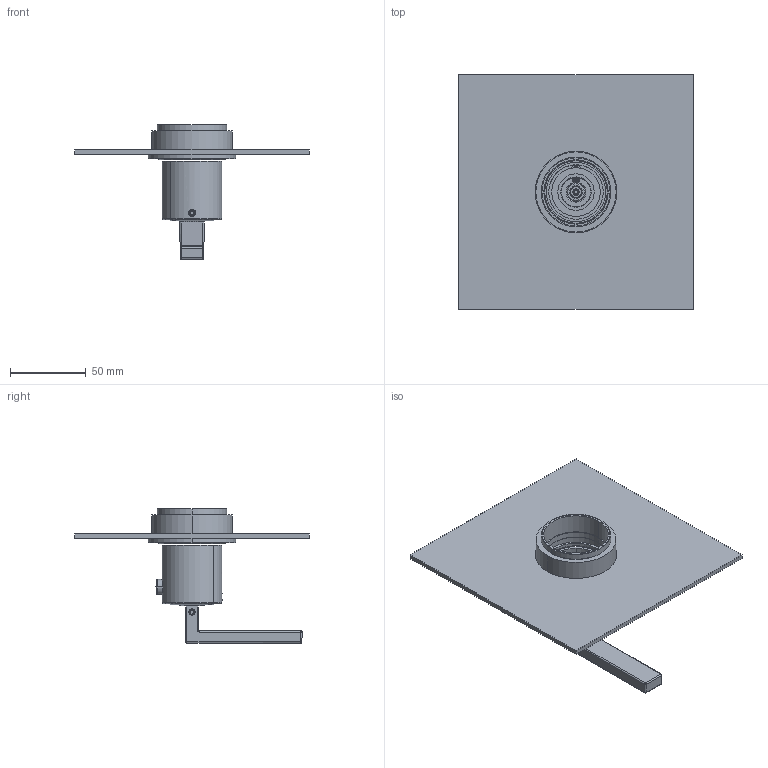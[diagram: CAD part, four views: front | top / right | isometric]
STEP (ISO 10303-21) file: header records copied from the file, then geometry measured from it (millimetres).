
FILE_DESCRIPTION((''),'2;1');
FILE_NAME('WA007200_ASM','2008-03-19T',('AdrianoZ'),(''),'PRO/ENGINEER BY PARAMETRIC TECHNOLOGY CORPORATION, 2004280','PRO/ENGINEER BY PARAMETRIC TECHNOLOGY CORPORATION, 2004280','');
FILE_SCHEMA(('CONFIG_CONTROL_DESIGN'));
Length unit declared in the file: millimetre
Products named in the file (16): LI_05; CP_17; RA_17; PG_18; PI_50; CM_39; 46070; PU_05; MO_14; PE_15; GR_28; 30786; VI_89; 42159; 99386_ASM; WA007200_ASM
Assembly tree (15 placements, depth 3):
  WA007200_ASM
    LI_05
    CP_17
    RA_17
    PG_18
    PI_50
    99386_ASM
      CM_39
      46070
      PU_05
      MO_14
      PE_15
      GR_28
      30786
      VI_89
      42159
Bounding box: 155 x 155 x 88.6 mm (x, y, z)
Volume: 120048.7 mm3; surface area: 90846.2 mm2
Topology: 14 solids, 25 shells, 778 faces, 1979 edges, 1243 vertices
Faces by surface type: plane 378, cylinder 271, cone 44, bspline 29, torus 28, sphere 28
Entity records: 28105 total; most frequent: CARTESIAN_POINT 8798, DIRECTION 4135, ORIENTED_EDGE 3876, EDGE_CURVE 1961, AXIS2_PLACEMENT_3D 1584, VERTEX_POINT 1243, VECTOR 967, LINE 967
